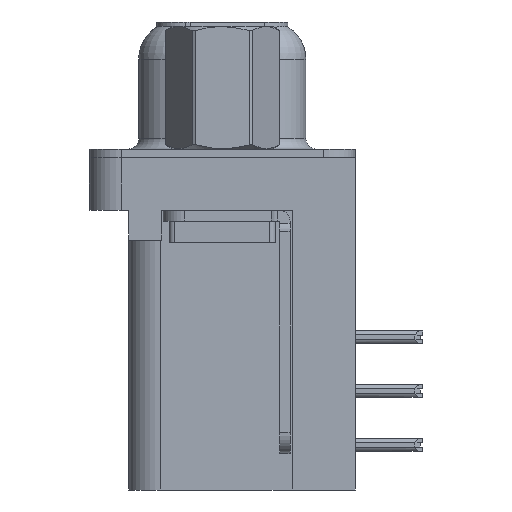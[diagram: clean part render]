
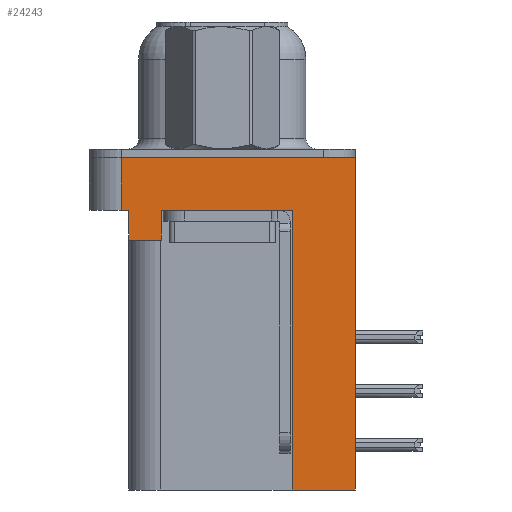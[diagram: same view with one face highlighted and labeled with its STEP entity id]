
A CAD part, left-side view. The second image highlights one B-rep face of the part: STEP entity #24243.
In plain terms, the highlighted planar face has unit normal (-1, 0, 0).
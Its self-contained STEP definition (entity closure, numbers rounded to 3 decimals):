
#430 = ORIENTED_EDGE ( 'NONE', *, *, #5597, .F. ) ;
#1965 = VECTOR ( 'NONE', #36204, 1000. ) ;
#2321 = VECTOR ( 'NONE', #9084, 1000. ) ;
#2335 = ORIENTED_EDGE ( 'NONE', *, *, #12691, .F. ) ;
#2495 = LINE ( 'NONE', #20723, #17204 ) ;
#2688 = DIRECTION ( 'NONE',  ( 0., 0., 1. ) ) ;
#3951 = CARTESIAN_POINT ( 'NONE',  ( -2.935, -6.275, -2.5 ) ) ;
#4850 = ORIENTED_EDGE ( 'NONE', *, *, #26462, .T. ) ;
#5513 = VERTEX_POINT ( 'NONE', #8409 ) ;
#5597 = EDGE_CURVE ( 'NONE', #19329, #36256, #13936, .T. ) ;
#6397 = EDGE_CURVE ( 'NONE', #28356, #36296, #15342, .T. ) ;
#6404 = FACE_OUTER_BOUND ( 'NONE', #27781, .T. ) ;
#8353 = ORIENTED_EDGE ( 'NONE', *, *, #6397, .T. ) ;
#8409 = CARTESIAN_POINT ( 'NONE',  ( -2.935, -3.295, -2.5 ) ) ;
#8816 = CARTESIAN_POINT ( 'NONE',  ( -2.935, 2.895, -3.9 ) ) ;
#9084 = DIRECTION ( 'NONE',  ( 0., -1., 0. ) ) ;
#9124 = LINE ( 'NONE', #8816, #14471 ) ;
#9804 = VERTEX_POINT ( 'NONE', #15990 ) ;
#10049 = CARTESIAN_POINT ( 'NONE',  ( -2.935, 4.425, -3.9 ) ) ;
#11957 = DIRECTION ( 'NONE',  ( 0., 0., 1. ) ) ;
#11973 = VECTOR ( 'NONE', #29190, 1000. ) ;
#12518 = ORIENTED_EDGE ( 'NONE', *, *, #25924, .T. ) ;
#12569 = CARTESIAN_POINT ( 'NONE',  ( -2.935, 4.425, -3.9 ) ) ;
#12691 = EDGE_CURVE ( 'NONE', #28356, #9804, #28701, .T. ) ;
#12746 = VECTOR ( 'NONE', #30032, 1000. ) ;
#12954 = ORIENTED_EDGE ( 'NONE', *, *, #14284, .T. ) ;
#13598 = AXIS2_PLACEMENT_3D ( 'NONE', #40652, #21618, #2688 ) ;
#13732 = CARTESIAN_POINT ( 'NONE',  ( -2.935, 2.895, -3.9 ) ) ;
#13838 = CARTESIAN_POINT ( 'NONE',  ( -2.935, -6.275, -15.7 ) ) ;
#13936 = LINE ( 'NONE', #12569, #29712 ) ;
#13989 = EDGE_CURVE ( 'NONE', #32854, #24235, #2495, .T. ) ;
#14284 = EDGE_CURVE ( 'NONE', #40506, #5513, #34594, .T. ) ;
#14471 = VECTOR ( 'NONE', #11957, 1000. ) ;
#15203 = CARTESIAN_POINT ( 'NONE',  ( -2.935, 4.775, 0. ) ) ;
#15342 = LINE ( 'NONE', #3951, #31143 ) ;
#15659 = DIRECTION ( 'NONE',  ( 0., 0., 1. ) ) ;
#15990 = CARTESIAN_POINT ( 'NONE',  ( -2.935, -3.295, -15.7 ) ) ;
#16275 = DIRECTION ( 'NONE',  ( 0., 1., 0. ) ) ;
#17204 = VECTOR ( 'NONE', #36517, 1000. ) ;
#18486 = LINE ( 'NONE', #19045, #34400 ) ;
#18516 = ORIENTED_EDGE ( 'NONE', *, *, #40881, .F. ) ;
#18902 = DIRECTION ( 'NONE',  ( 0., -1., 0. ) ) ;
#19045 = CARTESIAN_POINT ( 'NONE',  ( -2.935, -6.275, -2.5 ) ) ;
#19329 = VERTEX_POINT ( 'NONE', #33821 ) ;
#20532 = CARTESIAN_POINT ( 'NONE',  ( -2.935, -3.295, -15.7 ) ) ;
#20723 = CARTESIAN_POINT ( 'NONE',  ( -2.935, 4.775, -2.5 ) ) ;
#20951 = CARTESIAN_POINT ( 'NONE',  ( -2.935, -6.275, 0. ) ) ;
#21618 = DIRECTION ( 'NONE',  ( -1., 0., 0. ) ) ;
#22259 = LINE ( 'NONE', #10049, #38132 ) ;
#23295 = ORIENTED_EDGE ( 'NONE', *, *, #38160, .F. ) ;
#23484 = CARTESIAN_POINT ( 'NONE',  ( -2.935, -6.275, -2.5 ) ) ;
#23647 = CARTESIAN_POINT ( 'NONE',  ( -2.935, 4.425, -2.5 ) ) ;
#24235 = VERTEX_POINT ( 'NONE', #15203 ) ;
#24243 = ADVANCED_FACE ( 'NONE', ( #6404 ), #37408, .T. ) ;
#25924 = EDGE_CURVE ( 'NONE', #32854, #36256, #18486, .T. ) ;
#26462 = EDGE_CURVE ( 'NONE', #27748, #40506, #9124, .T. ) ;
#27748 = VERTEX_POINT ( 'NONE', #13732 ) ;
#27781 = EDGE_LOOP ( 'NONE', ( #29833, #28432, #12518, #430, #18516, #4850, #12954, #23295, #2335, #8353 ) ) ;
#28356 = VERTEX_POINT ( 'NONE', #13838 ) ;
#28432 = ORIENTED_EDGE ( 'NONE', *, *, #13989, .F. ) ;
#28701 = LINE ( 'NONE', #29321, #11973 ) ;
#29190 = DIRECTION ( 'NONE',  ( 0., 1., 0. ) ) ;
#29321 = CARTESIAN_POINT ( 'NONE',  ( -2.935, -3.295, -15.7 ) ) ;
#29712 = VECTOR ( 'NONE', #15659, 1000. ) ;
#29833 = ORIENTED_EDGE ( 'NONE', *, *, #34994, .F. ) ;
#30032 = DIRECTION ( 'NONE',  ( 0., 0., 1. ) ) ;
#31073 = CARTESIAN_POINT ( 'NONE',  ( -2.935, -6.275, 0. ) ) ;
#31143 = VECTOR ( 'NONE', #35434, 1000. ) ;
#32854 = VERTEX_POINT ( 'NONE', #36402 ) ;
#33821 = CARTESIAN_POINT ( 'NONE',  ( -2.935, 4.425, -3.9 ) ) ;
#34400 = VECTOR ( 'NONE', #18902, 1000. ) ;
#34594 = LINE ( 'NONE', #23484, #1965 ) ;
#34940 = LINE ( 'NONE', #31073, #2321 ) ;
#34994 = EDGE_CURVE ( 'NONE', #24235, #36296, #34940, .T. ) ;
#35434 = DIRECTION ( 'NONE',  ( 0., 0., 1. ) ) ;
#35486 = CARTESIAN_POINT ( 'NONE',  ( -2.935, 2.895, -2.5 ) ) ;
#36204 = DIRECTION ( 'NONE',  ( 0., -1., 0. ) ) ;
#36256 = VERTEX_POINT ( 'NONE', #23647 ) ;
#36296 = VERTEX_POINT ( 'NONE', #20951 ) ;
#36402 = CARTESIAN_POINT ( 'NONE',  ( -2.935, 4.775, -2.5 ) ) ;
#36517 = DIRECTION ( 'NONE',  ( 0., 0., 1. ) ) ;
#37408 = PLANE ( 'NONE',  #13598 ) ;
#38015 = LINE ( 'NONE', #20532, #12746 ) ;
#38132 = VECTOR ( 'NONE', #16275, 1000. ) ;
#38160 = EDGE_CURVE ( 'NONE', #9804, #5513, #38015, .T. ) ;
#40506 = VERTEX_POINT ( 'NONE', #35486 ) ;
#40652 = CARTESIAN_POINT ( 'NONE',  ( -2.935, -6.275, -2.5 ) ) ;
#40881 = EDGE_CURVE ( 'NONE', #27748, #19329, #22259, .T. ) ;
